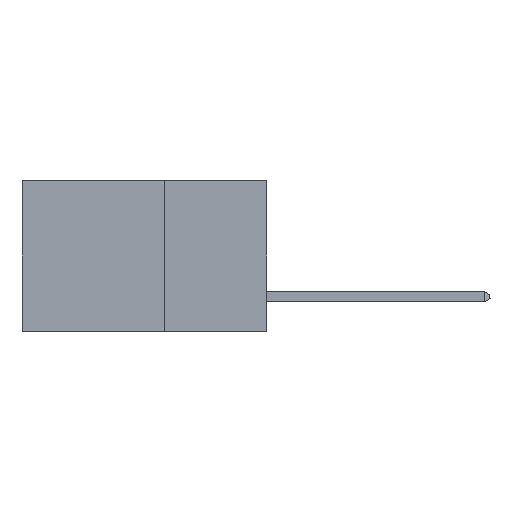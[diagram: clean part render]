
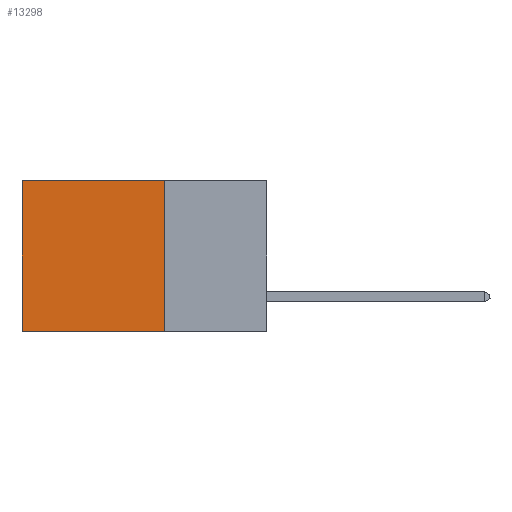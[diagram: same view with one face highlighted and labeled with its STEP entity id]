
A CAD part, left-side view. The second image highlights one B-rep face of the part: STEP entity #13298.
In plain terms, the highlighted planar face has unit normal (-1, 0, 0).
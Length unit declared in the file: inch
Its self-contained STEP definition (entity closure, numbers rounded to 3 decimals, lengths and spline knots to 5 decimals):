
#311 = ORIENTED_EDGE ( 'NONE', *, *, #3999, .T. ) ;
#528 = ORIENTED_EDGE ( 'NONE', *, *, #4171, .F. ) ;
#910 = VERTEX_POINT ( 'NONE', #11048 ) ;
#1115 = FACE_OUTER_BOUND ( 'NONE', #1737, .T. ) ;
#1737 = EDGE_LOOP ( 'NONE', ( #311, #8436, #528, #16549 ) ) ;
#2159 = CARTESIAN_POINT ( 'NONE',  ( 0.2875, 0.25, -0.37 ) ) ;
#2474 = LINE ( 'NONE', #13112, #5527 ) ;
#3321 = EDGE_CURVE ( 'NONE', #10952, #6620, #13776, .T. ) ;
#3999 = EDGE_CURVE ( 'NONE', #6620, #910, #15615, .T. ) ;
#4171 = EDGE_CURVE ( 'NONE', #10952, #10679, #2474, .T. ) ;
#4341 = CARTESIAN_POINT ( 'NONE',  ( 0.2875, 0.25, 0. ) ) ;
#4405 = DIRECTION ( 'NONE',  ( 0., 0., -1. ) ) ;
#4578 = DIRECTION ( 'NONE',  ( 0., 1., 0. ) ) ;
#4669 = VECTOR ( 'NONE', #4578, 39.37008 ) ;
#5527 = VECTOR ( 'NONE', #14532, 39.37008 ) ;
#5540 = CARTESIAN_POINT ( 'NONE',  ( 0.2875, 0.25, 0. ) ) ;
#5766 = VECTOR ( 'NONE', #6748, 39.37008 ) ;
#6620 = VERTEX_POINT ( 'NONE', #11986 ) ;
#6748 = DIRECTION ( 'NONE',  ( 0., 1., 0. ) ) ;
#8098 = DIRECTION ( 'NONE',  ( 1., 0., 0. ) ) ;
#8150 = PLANE ( 'NONE',  #9891 ) ;
#8436 = ORIENTED_EDGE ( 'NONE', *, *, #16161, .F. ) ;
#9372 = DIRECTION ( 'NONE',  ( 0., 0., -1. ) ) ;
#9891 = AXIS2_PLACEMENT_3D ( 'NONE', #5540, #8098, #9372 ) ;
#10543 = VECTOR ( 'NONE', #4405, 39.37008 ) ;
#10679 = VERTEX_POINT ( 'NONE', #2159 ) ;
#10743 = CARTESIAN_POINT ( 'NONE',  ( 0.2875, 0.25, 0. ) ) ;
#10773 = CARTESIAN_POINT ( 'NONE',  ( 0.2875, 0.6, 0. ) ) ;
#10952 = VERTEX_POINT ( 'NONE', #10743 ) ;
#11048 = CARTESIAN_POINT ( 'NONE',  ( 0.2875, 0.6, -0.37 ) ) ;
#11986 = CARTESIAN_POINT ( 'NONE',  ( 0.2875, 0.6, 0. ) ) ;
#12367 = LINE ( 'NONE', #14697, #4669 ) ;
#13112 = CARTESIAN_POINT ( 'NONE',  ( 0.2875, 0.25, 0. ) ) ;
#13298 = ADVANCED_FACE ( 'NONE', ( #1115 ), #8150, .F. ) ;
#13776 = LINE ( 'NONE', #4341, #5766 ) ;
#14532 = DIRECTION ( 'NONE',  ( 0., 0., -1. ) ) ;
#14697 = CARTESIAN_POINT ( 'NONE',  ( 0.2875, 0.25, -0.37 ) ) ;
#15615 = LINE ( 'NONE', #10773, #10543 ) ;
#16161 = EDGE_CURVE ( 'NONE', #10679, #910, #12367, .T. ) ;
#16549 = ORIENTED_EDGE ( 'NONE', *, *, #3321, .T. ) ;
